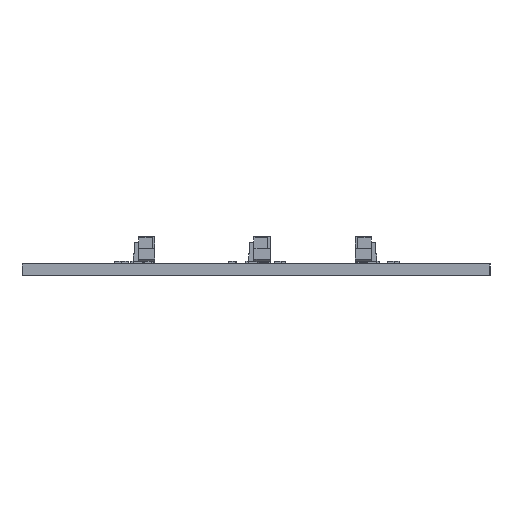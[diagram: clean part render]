
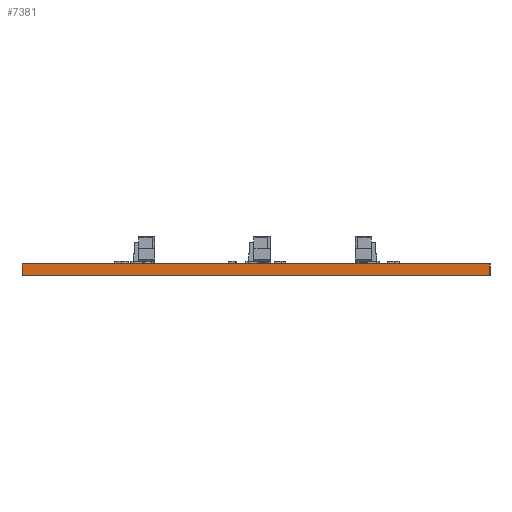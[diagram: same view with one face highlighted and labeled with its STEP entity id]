
A CAD part, left-side view. The second image highlights one B-rep face of the part: STEP entity #7381.
In plain terms, the highlighted planar face has unit normal (-1, 0, 0).
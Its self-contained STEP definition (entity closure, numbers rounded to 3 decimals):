
#7325 = VERTEX_POINT('',#7326);
#7326 = CARTESIAN_POINT('',(40.6,-116.2,2.));
#7332 = EDGE_CURVE('',#7333,#7325,#7335,.T.);
#7333 = VERTEX_POINT('',#7334);
#7334 = CARTESIAN_POINT('',(40.6,-116.2,0.));
#7335 = LINE('',#7336,#7337);
#7336 = CARTESIAN_POINT('',(40.6,-116.2,0.));
#7337 = VECTOR('',#7338,1.);
#7338 = DIRECTION('',(0.,0.,1.));
#7381 = ADVANCED_FACE('',(#7382),#7407,.T.);
#7382 = FACE_BOUND('',#7383,.T.);
#7383 = EDGE_LOOP('',(#7384,#7385,#7393,#7401));
#7384 = ORIENTED_EDGE('',*,*,#7332,.T.);
#7385 = ORIENTED_EDGE('',*,*,#7386,.T.);
#7386 = EDGE_CURVE('',#7325,#7387,#7389,.T.);
#7387 = VERTEX_POINT('',#7388);
#7388 = CARTESIAN_POINT('',(40.6,-35.2,2.));
#7389 = LINE('',#7390,#7391);
#7390 = CARTESIAN_POINT('',(40.6,-116.2,2.));
#7391 = VECTOR('',#7392,1.);
#7392 = DIRECTION('',(0.,1.,0.));
#7393 = ORIENTED_EDGE('',*,*,#7394,.F.);
#7394 = EDGE_CURVE('',#7395,#7387,#7397,.T.);
#7395 = VERTEX_POINT('',#7396);
#7396 = CARTESIAN_POINT('',(40.6,-35.2,0.));
#7397 = LINE('',#7398,#7399);
#7398 = CARTESIAN_POINT('',(40.6,-35.2,0.));
#7399 = VECTOR('',#7400,1.);
#7400 = DIRECTION('',(0.,0.,1.));
#7401 = ORIENTED_EDGE('',*,*,#7402,.F.);
#7402 = EDGE_CURVE('',#7333,#7395,#7403,.T.);
#7403 = LINE('',#7404,#7405);
#7404 = CARTESIAN_POINT('',(40.6,-116.2,0.));
#7405 = VECTOR('',#7406,1.);
#7406 = DIRECTION('',(0.,1.,0.));
#7407 = PLANE('',#7408);
#7408 = AXIS2_PLACEMENT_3D('',#7409,#7410,#7411);
#7409 = CARTESIAN_POINT('',(40.6,-116.2,0.));
#7410 = DIRECTION('',(-1.,0.,0.));
#7411 = DIRECTION('',(0.,1.,0.));
